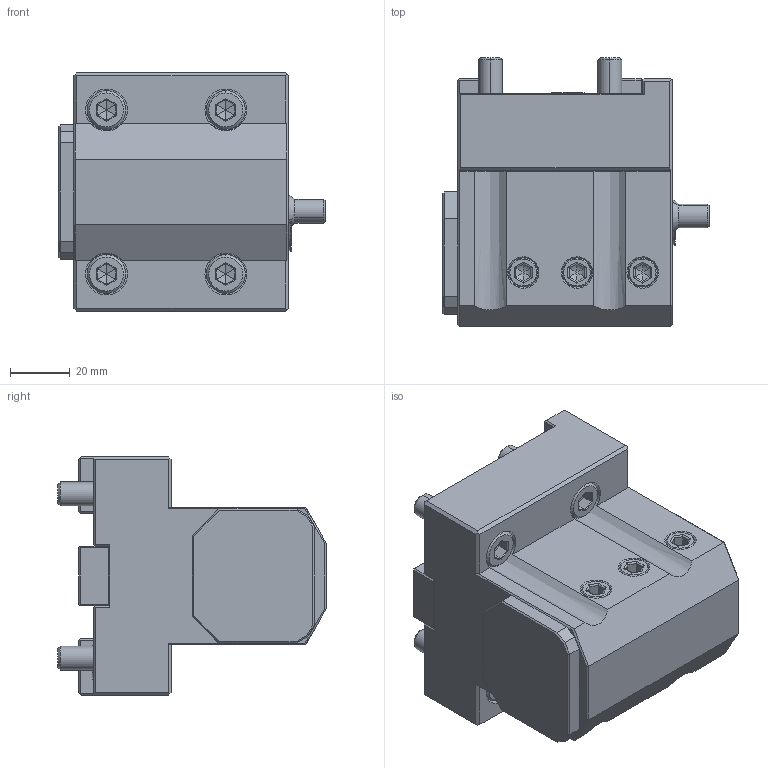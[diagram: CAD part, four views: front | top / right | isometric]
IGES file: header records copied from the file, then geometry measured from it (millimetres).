
Start section:  PTC IGES file: ngt_id_44_25_60_nt.igs
Global section: file name: ngt_id_44_25_60_nt.igs; native system: Pro/ENGINEER by Parametric Technology Corporation; preprocessor: 2010280; author: vali; organization: Unknown; date: 20230524.094353; units: millimetre
Bounding box: 89.34 x 90 x 80 mm (x, y, z)
Volume: 283391.8 mm3; surface area: 49732 mm2
Topology: 1 solids, 1 shells, 558 faces, 1320 edges, 756 vertices
Faces by surface type: bspline 322, revolution 236
